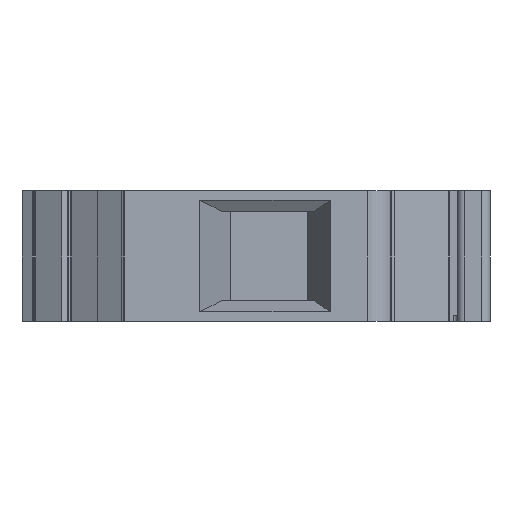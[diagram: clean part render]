
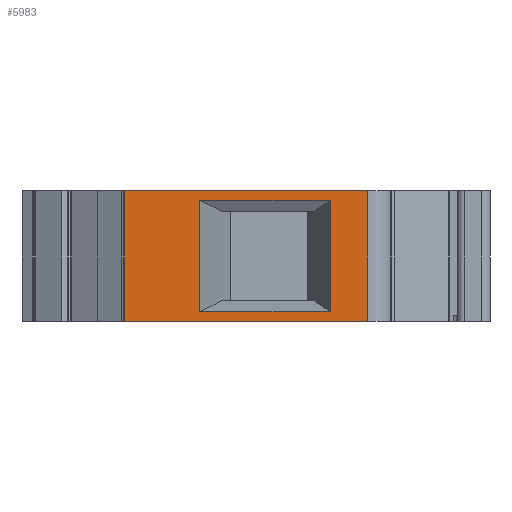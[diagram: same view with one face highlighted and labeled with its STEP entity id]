
A CAD part, left-side view. The second image highlights one B-rep face of the part: STEP entity #5983.
In plain terms, the highlighted planar face has unit normal (-1, 0, 0).
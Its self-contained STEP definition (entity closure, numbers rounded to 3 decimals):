
#8 = FACE_BOUND ( 'NONE', #2162, .T. ) ;
#297 = LINE ( 'NONE', #3575, #4654 ) ;
#448 = VERTEX_POINT ( 'NONE', #2097 ) ;
#457 = VECTOR ( 'NONE', #3665, 1000. ) ;
#609 = DIRECTION ( 'NONE',  ( 0., 0., 1. ) ) ;
#655 = CARTESIAN_POINT ( 'NONE',  ( -26.4, -9.098, -6.84 ) ) ;
#699 = EDGE_LOOP ( 'NONE', ( #5005, #3805, #5746, #1059 ) ) ;
#840 = VECTOR ( 'NONE', #1555, 1000. ) ;
#938 = LINE ( 'NONE', #6222, #2108 ) ;
#998 = CARTESIAN_POINT ( 'NONE',  ( -26.4, 6.902, -5.5 ) ) ;
#1059 = ORIENTED_EDGE ( 'NONE', *, *, #4470, .T. ) ;
#1105 = CARTESIAN_POINT ( 'NONE',  ( -26.4, 0., -8. ) ) ;
#1209 = DIRECTION ( 'NONE',  ( 0., -1., 0. ) ) ;
#1245 = LINE ( 'NONE', #3717, #2793 ) ;
#1373 = ORIENTED_EDGE ( 'NONE', *, *, #3285, .T. ) ;
#1429 = DIRECTION ( 'NONE',  ( 0., -1., 0. ) ) ;
#1517 = AXIS2_PLACEMENT_3D ( 'NONE', #1812, #2392, #6268 ) ;
#1555 = DIRECTION ( 'NONE',  ( 0., 0., 1. ) ) ;
#1689 = DIRECTION ( 'NONE',  ( 0., -1., 0. ) ) ;
#1812 = CARTESIAN_POINT ( 'NONE',  ( -26.4, 0., 8. ) ) ;
#1912 = VECTOR ( 'NONE', #7014, 1000. ) ;
#1944 = CARTESIAN_POINT ( 'NONE',  ( -26.4, -13.7, 8. ) ) ;
#1985 = CARTESIAN_POINT ( 'NONE',  ( -26.4, 0., -6.84 ) ) ;
#1994 = LINE ( 'NONE', #1944, #457 ) ;
#2097 = CARTESIAN_POINT ( 'NONE',  ( -26.4, 6.902, 6.84 ) ) ;
#2105 = LINE ( 'NONE', #1985, #1912 ) ;
#2108 = VECTOR ( 'NONE', #609, 1000. ) ;
#2162 = EDGE_LOOP ( 'NONE', ( #6475, #2563, #5992, #1373 ) ) ;
#2172 = VERTEX_POINT ( 'NONE', #4563 ) ;
#2202 = LINE ( 'NONE', #998, #840 ) ;
#2392 = DIRECTION ( 'NONE',  ( 1., 0., 0. ) ) ;
#2563 = ORIENTED_EDGE ( 'NONE', *, *, #4212, .F. ) ;
#2793 = VECTOR ( 'NONE', #1429, 1000. ) ;
#3029 = DIRECTION ( 'NONE',  ( 0., 0., -1. ) ) ;
#3162 = EDGE_CURVE ( 'NONE', #448, #6423, #1245, .T. ) ;
#3285 = EDGE_CURVE ( 'NONE', #6905, #448, #2202, .T. ) ;
#3509 = VECTOR ( 'NONE', #1209, 1000. ) ;
#3539 = EDGE_CURVE ( 'NONE', #3816, #6905, #2105, .T. ) ;
#3567 = LINE ( 'NONE', #1105, #6325 ) ;
#3575 = CARTESIAN_POINT ( 'NONE',  ( -26.4, 16.087, 8. ) ) ;
#3665 = DIRECTION ( 'NONE',  ( 0., 0., -1. ) ) ;
#3717 = CARTESIAN_POINT ( 'NONE',  ( -26.4, -9.098, 6.84 ) ) ;
#3754 = EDGE_CURVE ( 'NONE', #6609, #3858, #6276, .T. ) ;
#3805 = ORIENTED_EDGE ( 'NONE', *, *, #6234, .F. ) ;
#3816 = VERTEX_POINT ( 'NONE', #655 ) ;
#3858 = VERTEX_POINT ( 'NONE', #5796 ) ;
#4212 = EDGE_CURVE ( 'NONE', #3816, #6423, #938, .T. ) ;
#4470 = EDGE_CURVE ( 'NONE', #6609, #6105, #297, .T. ) ;
#4563 = CARTESIAN_POINT ( 'NONE',  ( -26.4, -13.7, -8. ) ) ;
#4602 = CARTESIAN_POINT ( 'NONE',  ( -26.4, 0., 8. ) ) ;
#4654 = VECTOR ( 'NONE', #3029, 1000. ) ;
#4739 = CARTESIAN_POINT ( 'NONE',  ( -26.4, 16.087, -8. ) ) ;
#5005 = ORIENTED_EDGE ( 'NONE', *, *, #7281, .T. ) ;
#5746 = ORIENTED_EDGE ( 'NONE', *, *, #3754, .F. ) ;
#5748 = PLANE ( 'NONE',  #1517 ) ;
#5796 = CARTESIAN_POINT ( 'NONE',  ( -26.4, -13.7, 8. ) ) ;
#5983 = ADVANCED_FACE ( 'NONE', ( #8, #6612 ), #5748, .F. ) ;
#5992 = ORIENTED_EDGE ( 'NONE', *, *, #3539, .T. ) ;
#6105 = VERTEX_POINT ( 'NONE', #4739 ) ;
#6222 = CARTESIAN_POINT ( 'NONE',  ( -26.4, -9.098, -5.5 ) ) ;
#6234 = EDGE_CURVE ( 'NONE', #3858, #2172, #1994, .T. ) ;
#6259 = CARTESIAN_POINT ( 'NONE',  ( -26.4, 16.087, 8. ) ) ;
#6268 = DIRECTION ( 'NONE',  ( 0., 1., 0. ) ) ;
#6276 = LINE ( 'NONE', #4602, #3509 ) ;
#6325 = VECTOR ( 'NONE', #1689, 1000. ) ;
#6423 = VERTEX_POINT ( 'NONE', #6633 ) ;
#6475 = ORIENTED_EDGE ( 'NONE', *, *, #3162, .T. ) ;
#6609 = VERTEX_POINT ( 'NONE', #6259 ) ;
#6612 = FACE_OUTER_BOUND ( 'NONE', #699, .T. ) ;
#6633 = CARTESIAN_POINT ( 'NONE',  ( -26.4, -9.098, 6.84 ) ) ;
#6871 = CARTESIAN_POINT ( 'NONE',  ( -26.4, 6.902, -6.84 ) ) ;
#6905 = VERTEX_POINT ( 'NONE', #6871 ) ;
#7014 = DIRECTION ( 'NONE',  ( 0., 1., 0. ) ) ;
#7281 = EDGE_CURVE ( 'NONE', #6105, #2172, #3567, .T. ) ;
